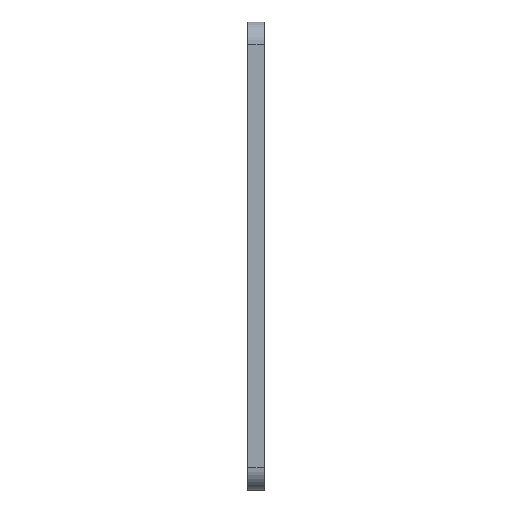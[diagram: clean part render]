
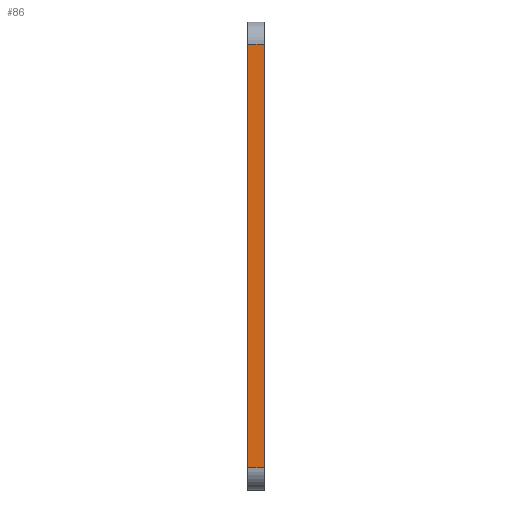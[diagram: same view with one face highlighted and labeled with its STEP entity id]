
A CAD part, left-side view. The second image highlights one B-rep face of the part: STEP entity #86.
In plain terms, the highlighted planar face has unit normal (-1, 0, 0).
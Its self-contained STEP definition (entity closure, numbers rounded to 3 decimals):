
#86 = ADVANCED_FACE( '', ( #166 ), #167, .T. );
#166 = FACE_OUTER_BOUND( '', #296, .T. );
#167 = PLANE( '', #297 );
#296 = EDGE_LOOP( '', ( #523, #524, #525, #526 ) );
#297 = AXIS2_PLACEMENT_3D( '', #527, #528, #529 );
#523 = ORIENTED_EDGE( '', *, *, #814, .F. );
#524 = ORIENTED_EDGE( '', *, *, #818, .F. );
#525 = ORIENTED_EDGE( '', *, *, #773, .T. );
#526 = ORIENTED_EDGE( '', *, *, #737, .T. );
#527 = CARTESIAN_POINT( '', ( -40., -1.5, -19. ) );
#528 = DIRECTION( '', ( -1., 0., 0. ) );
#529 = DIRECTION( '', ( 0., 0., 1. ) );
#737 = EDGE_CURVE( '', #847, #844, #848, .T. );
#773 = EDGE_CURVE( '', #916, #847, #917, .T. );
#814 = EDGE_CURVE( '', #992, #844, #994, .T. );
#818 = EDGE_CURVE( '', #916, #992, #998, .T. );
#844 = VERTEX_POINT( '', #1032 );
#847 = VERTEX_POINT( '', #1035 );
#848 = LINE( '', #1036, #1037 );
#916 = VERTEX_POINT( '', #1122 );
#917 = LINE( '', #1123, #1124 );
#992 = VERTEX_POINT( '', #1218 );
#994 = LINE( '', #1220, #1221 );
#998 = LINE( '', #1228, #1229 );
#1032 = CARTESIAN_POINT( '', ( -40., 0., 19. ) );
#1035 = CARTESIAN_POINT( '', ( -40., -1.5, 19. ) );
#1036 = CARTESIAN_POINT( '', ( -40., -1.5, 19. ) );
#1037 = VECTOR( '', #1283, 1000. );
#1122 = CARTESIAN_POINT( '', ( -40., -1.5, -19. ) );
#1123 = CARTESIAN_POINT( '', ( -40., -1.5, -19. ) );
#1124 = VECTOR( '', #1355, 1000. );
#1218 = CARTESIAN_POINT( '', ( -40., 0., -19. ) );
#1220 = CARTESIAN_POINT( '', ( -40., 0., -19. ) );
#1221 = VECTOR( '', #1438, 1000. );
#1228 = CARTESIAN_POINT( '', ( -40., -1.5, -19. ) );
#1229 = VECTOR( '', #1442, 1000. );
#1283 = DIRECTION( '', ( 0., 1., 0. ) );
#1355 = DIRECTION( '', ( 0., 0., 1. ) );
#1438 = DIRECTION( '', ( 0., 0., 1. ) );
#1442 = DIRECTION( '', ( 0., 1., 0. ) );
